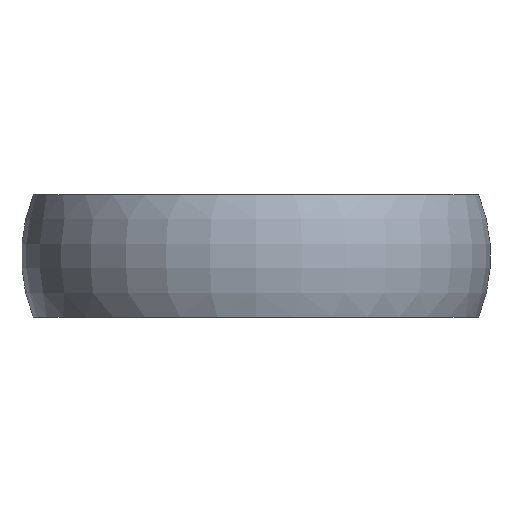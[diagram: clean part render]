
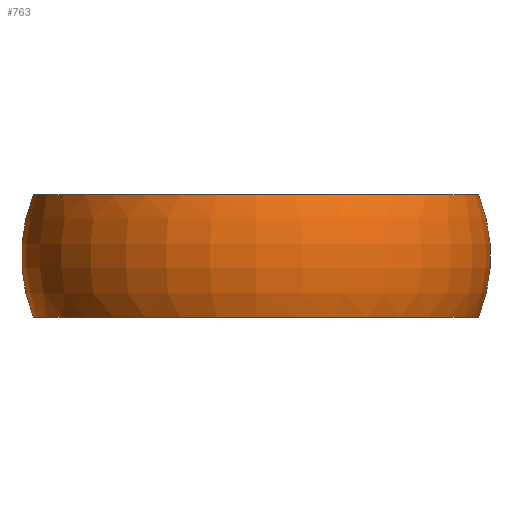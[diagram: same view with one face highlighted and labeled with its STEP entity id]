
A CAD part, front view. The second image highlights one B-rep face of the part: STEP entity #763.
In plain terms, the highlighted toroidal (fillet/blend) face has major radius 14.579 mm and minor radius 34.22 mm.
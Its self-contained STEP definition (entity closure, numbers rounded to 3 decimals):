
#16 = CARTESIAN_POINT ( 'NONE',  ( -71.619, 11.97, 17.899 ) ) ;
#21 = CARTESIAN_POINT ( 'NONE',  ( -71.619, 11.97, -7.501 ) ) ;
#68 = DIRECTION ( 'NONE',  ( -1., 0., 0. ) ) ;
#72 = DIRECTION ( 'NONE',  ( 0., 0., -1. ) ) ;
#73 = CARTESIAN_POINT ( 'NONE',  ( -25.264, 11.97, 17.899 ) ) ;
#272 = CIRCLE ( 'NONE', #310, 34.22 ) ;
#280 = CARTESIAN_POINT ( 'NONE',  ( 21.091, 11.97, 17.899 ) ) ;
#310 = AXIS2_PLACEMENT_3D ( 'NONE', #1282, #1278, #1270 ) ;
#336 = CIRCLE ( 'NONE', #425, 46.355 ) ;
#411 = CIRCLE ( 'NONE', #494, 34.22 ) ;
#417 = EDGE_CURVE ( 'NONE', #1328, #1436, #572, .T. ) ;
#425 = AXIS2_PLACEMENT_3D ( 'NONE', #73, #72, #68 ) ;
#494 = AXIS2_PLACEMENT_3D ( 'NONE', #560, #557, #554 ) ;
#495 = TOROIDAL_SURFACE ( 'NONE', #559, 14.579, 34.22 ) ;
#539 = FACE_OUTER_BOUND ( 'NONE', #1117, .T. ) ;
#554 = DIRECTION ( 'NONE',  ( 0., 0., -1. ) ) ;
#557 = DIRECTION ( 'NONE',  ( 0., -1., 0. ) ) ;
#559 = AXIS2_PLACEMENT_3D ( 'NONE', #991, #959, #958 ) ;
#560 = CARTESIAN_POINT ( 'NONE',  ( -39.843, 11.97, 5.199 ) ) ;
#572 = CIRCLE ( 'NONE', #714, 46.355 ) ;
#714 = AXIS2_PLACEMENT_3D ( 'NONE', #1179, #1178, #1175 ) ;
#763 = ADVANCED_FACE ( 'NONE', ( #539 ), #495, .T. ) ;
#819 = EDGE_CURVE ( 'NONE', #986, #1436, #411, .T. ) ;
#881 = VERTEX_POINT ( 'NONE', #280 ) ;
#916 = CARTESIAN_POINT ( 'NONE',  ( 21.091, 11.97, -7.501 ) ) ;
#928 = EDGE_CURVE ( 'NONE', #881, #986, #336, .T. ) ;
#933 = ORIENTED_EDGE ( 'NONE', *, *, #1034, .F. ) ;
#958 = DIRECTION ( 'NONE',  ( -1., 0., 0. ) ) ;
#959 = DIRECTION ( 'NONE',  ( 0., 0., -1. ) ) ;
#986 = VERTEX_POINT ( 'NONE', #16 ) ;
#991 = CARTESIAN_POINT ( 'NONE',  ( -25.264, 11.97, 5.199 ) ) ;
#1034 = EDGE_CURVE ( 'NONE', #881, #1328, #272, .T. ) ;
#1117 = EDGE_LOOP ( 'NONE', ( #933, #1219, #1381, #1210 ) ) ;
#1175 = DIRECTION ( 'NONE',  ( -1., 0., 0. ) ) ;
#1178 = DIRECTION ( 'NONE',  ( 0., 0., -1. ) ) ;
#1179 = CARTESIAN_POINT ( 'NONE',  ( -25.264, 11.97, -7.501 ) ) ;
#1210 = ORIENTED_EDGE ( 'NONE', *, *, #417, .F. ) ;
#1219 = ORIENTED_EDGE ( 'NONE', *, *, #928, .T. ) ;
#1270 = DIRECTION ( 'NONE',  ( -1., 0., 0. ) ) ;
#1278 = DIRECTION ( 'NONE',  ( 0., 1., 0. ) ) ;
#1282 = CARTESIAN_POINT ( 'NONE',  ( -10.685, 11.97, 5.199 ) ) ;
#1328 = VERTEX_POINT ( 'NONE', #916 ) ;
#1381 = ORIENTED_EDGE ( 'NONE', *, *, #819, .T. ) ;
#1436 = VERTEX_POINT ( 'NONE', #21 ) ;
